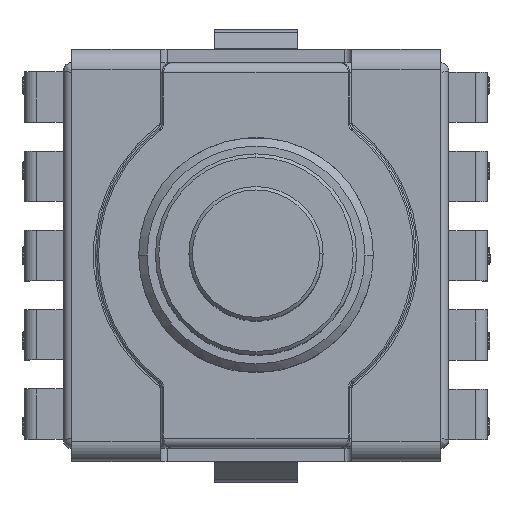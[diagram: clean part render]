
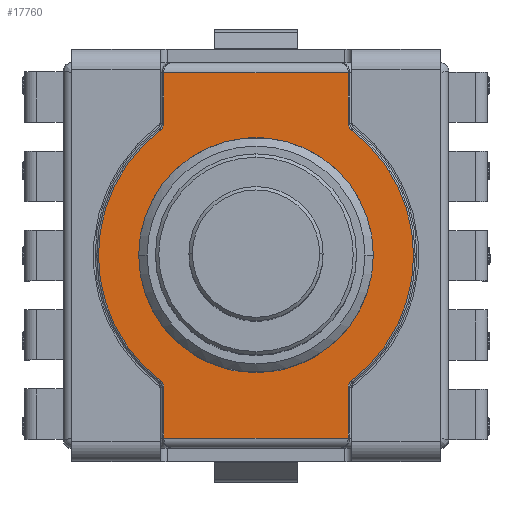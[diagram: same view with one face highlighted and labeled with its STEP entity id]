
A CAD part, top view. The second image highlights one B-rep face of the part: STEP entity #17760.
In plain terms, the highlighted face is planar.
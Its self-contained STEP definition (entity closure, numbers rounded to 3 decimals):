
#460=CARTESIAN_POINT('',(13.817,2.47,-0.4));
#470=DIRECTION('',(-1.,0.,0.));
#480=VECTOR('',#470,1.);
#490=LINE('',#460,#480);
#500=CARTESIAN_POINT('',(6.971,2.47,-0.4));
#510=VERTEX_POINT('',#500);
#520=CARTESIAN_POINT('',(4.529,2.47,-0.4));
#530=VERTEX_POINT('',#520);
#540=EDGE_CURVE('',#510,#530,#490,.T.);
#1040=CARTESIAN_POINT('',(5.75,5.75,-0.4));
#1050=DIRECTION('',(0.,0.,-1.));
#1060=DIRECTION('',(-1.,0.,0.));
#1070=AXIS2_PLACEMENT_3D('',#1040,#1050,#1060);
#1080=CIRCLE('',#1070,3.5);
#1090=CARTESIAN_POINT('',(9.25,5.75,-0.4));
#1100=VERTEX_POINT('',#1090);
#1110=EDGE_CURVE('',#1100,#510,#1080,.T.);
#1310=CARTESIAN_POINT('',(2.25,5.75,-0.4));
#1320=VERTEX_POINT('',#1310);
#1330=CARTESIAN_POINT('',(4.529,9.03,-0.4));
#1340=VERTEX_POINT('',#1330);
#1350=EDGE_CURVE('',#1320,#1340,#1080,.T.);
#5610=CARTESIAN_POINT('',(3.,11.2,-0.4));
#5620=VERTEX_POINT('',#5610);
#5650=CARTESIAN_POINT('',(5.75,11.2,-0.4));
#5660=DIRECTION('',(1.,0.,0.));
#5670=VECTOR('',#5660,1.);
#5680=LINE('',#5650,#5670);
#5690=CARTESIAN_POINT('',(8.5,11.2,-0.4));
#5700=VERTEX_POINT('',#5690);
#5710=EDGE_CURVE('',#5620,#5700,#5680,.T.);
#16440=CARTESIAN_POINT('',(6.971,9.03,-0.4));
#16450=VERTEX_POINT('',#16440);
#16480=CARTESIAN_POINT('',(13.817,9.03,-0.4));
#16490=DIRECTION('',(-1.,0.,0.));
#16500=VECTOR('',#16490,1.);
#16510=LINE('',#16480,#16500);
#16520=EDGE_CURVE('',#16450,#1340,#16510,.T.);
#16580=CARTESIAN_POINT('',(5.75,5.75,-0.4));
#16590=DIRECTION('',(0.,0.,-1.));
#16600=DIRECTION('',(-1.,0.,0.));
#16610=AXIS2_PLACEMENT_3D('',#16580,#16590,#16600);
#16620=PLANE('',#16610);
#16630=EDGE_CURVE('',#530,#1320,#1080,.T.);
#16640=ORIENTED_EDGE('',*,*,#16630,.F.);
#16650=ORIENTED_EDGE('',*,*,#1350,.F.);
#16660=ORIENTED_EDGE('',*,*,#16520,.T.);
#16670=EDGE_CURVE('',#16450,#1100,#1080,.T.);
#16680=ORIENTED_EDGE('',*,*,#16670,.F.);
#16690=ORIENTED_EDGE('',*,*,#1110,.F.);
#16700=ORIENTED_EDGE('',*,*,#540,.F.);
#16710=EDGE_LOOP('',(#16700,#16690,#16680,#16660,#16650,#16640));
#16720=FACE_BOUND('',#16710,.T.);
#16730=CARTESIAN_POINT('',(5.75,5.75,-0.4));
#16740=DIRECTION('',(0.,0.,-1.));
#16750=DIRECTION('',(-1.,0.,0.));
#16760=AXIS2_PLACEMENT_3D('',#16730,#16740,#16750);
#16770=CIRCLE('',#16760,4.7);
#16780=CARTESIAN_POINT('',(8.598,9.488,-0.4));
#16790=VERTEX_POINT('',#16780);
#16800=CARTESIAN_POINT('',(10.45,5.75,-0.4));
#16810=VERTEX_POINT('',#16800);
#16820=EDGE_CURVE('',#16790,#16810,#16770,.T.);
#16830=ORIENTED_EDGE('',*,*,#16820,.T.);
#16840=CARTESIAN_POINT('',(8.75,9.687,-0.4));
#16850=DIRECTION('',(0.,0.,-1.));
#16860=DIRECTION('',(-1.,0.,0.));
#16870=AXIS2_PLACEMENT_3D('',#16840,#16850,#16860);
#16880=CIRCLE('',#16870,0.25);
#16890=CARTESIAN_POINT('',(8.5,9.687,-0.4));
#16900=VERTEX_POINT('',#16890);
#16910=EDGE_CURVE('',#16790,#16900,#16880,.T.);
#16920=ORIENTED_EDGE('',*,*,#16910,.F.);
#16930=CARTESIAN_POINT('',(8.5,5.75,-0.4));
#16940=DIRECTION('',(0.,1.,0.));
#16950=VECTOR('',#16940,1.);
#16960=LINE('',#16930,#16950);
#16970=EDGE_CURVE('',#16900,#5700,#16960,.T.);
#16980=ORIENTED_EDGE('',*,*,#16970,.F.);
#16990=ORIENTED_EDGE('',*,*,#5710,.T.);
#17000=CARTESIAN_POINT('',(3.,5.75,-0.4));
#17010=DIRECTION('',(0.,-1.,0.));
#17020=VECTOR('',#17010,1.);
#17030=LINE('',#17000,#17020);
#17040=CARTESIAN_POINT('',(3.,9.687,-0.4));
#17050=VERTEX_POINT('',#17040);
#17060=EDGE_CURVE('',#5620,#17050,#17030,.T.);
#17070=ORIENTED_EDGE('',*,*,#17060,.F.);
#17080=CARTESIAN_POINT('',(2.75,9.687,-0.4));
#17090=DIRECTION('',(0.,0.,-1.));
#17100=DIRECTION('',(-1.,0.,0.));
#17110=AXIS2_PLACEMENT_3D('',#17080,#17090,#17100);
#17120=CIRCLE('',#17110,0.25);
#17130=CARTESIAN_POINT('',(2.902,9.488,-0.4));
#17140=VERTEX_POINT('',#17130);
#17150=EDGE_CURVE('',#17050,#17140,#17120,.T.);
#17160=ORIENTED_EDGE('',*,*,#17150,.F.);
#17170=CARTESIAN_POINT('',(5.75,5.75,-0.4));
#17180=DIRECTION('',(0.,0.,-1.));
#17190=DIRECTION('',(-1.,0.,0.));
#17200=AXIS2_PLACEMENT_3D('',#17170,#17180,#17190);
#17210=CIRCLE('',#17200,4.7);
#17220=CARTESIAN_POINT('',(1.05,5.75,-0.4));
#17230=VERTEX_POINT('',#17220);
#17240=EDGE_CURVE('',#17230,#17140,#17210,.T.);
#17250=ORIENTED_EDGE('',*,*,#17240,.T.);
#17260=CARTESIAN_POINT('',(2.902,2.012,-0.4));
#17270=VERTEX_POINT('',#17260);
#17280=EDGE_CURVE('',#17270,#17230,#17210,.T.);
#17290=ORIENTED_EDGE('',*,*,#17280,.T.);
#17300=CARTESIAN_POINT('',(2.75,1.813,-0.4));
#17310=DIRECTION('',(0.,0.,-1.));
#17320=DIRECTION('',(-1.,0.,0.));
#17330=AXIS2_PLACEMENT_3D('',#17300,#17310,#17320);
#17340=CIRCLE('',#17330,0.25);
#17350=CARTESIAN_POINT('',(3.,1.813,-0.4));
#17360=VERTEX_POINT('',#17350);
#17370=EDGE_CURVE('',#17270,#17360,#17340,.T.);
#17380=ORIENTED_EDGE('',*,*,#17370,.F.);
#17390=CARTESIAN_POINT('',(3.,5.75,-0.4));
#17400=DIRECTION('',(0.,-1.,0.));
#17410=VECTOR('',#17400,1.);
#17420=LINE('',#17390,#17410);
#17430=CARTESIAN_POINT('',(3.,0.3,-0.4));
#17440=VERTEX_POINT('',#17430);
#17450=EDGE_CURVE('',#17360,#17440,#17420,.T.);
#17460=ORIENTED_EDGE('',*,*,#17450,.F.);
#17470=CARTESIAN_POINT('',(5.75,0.3,-0.4));
#17480=DIRECTION('',(-1.,0.,0.));
#17490=VECTOR('',#17480,1.);
#17500=LINE('',#17470,#17490);
#17510=CARTESIAN_POINT('',(8.5,0.3,-0.4));
#17520=VERTEX_POINT('',#17510);
#17530=EDGE_CURVE('',#17520,#17440,#17500,.T.);
#17540=ORIENTED_EDGE('',*,*,#17530,.T.);
#17550=CARTESIAN_POINT('',(8.5,5.75,-0.4));
#17560=DIRECTION('',(0.,1.,0.));
#17570=VECTOR('',#17560,1.);
#17580=LINE('',#17550,#17570);
#17590=CARTESIAN_POINT('',(8.5,1.813,-0.4));
#17600=VERTEX_POINT('',#17590);
#17610=EDGE_CURVE('',#17520,#17600,#17580,.T.);
#17620=ORIENTED_EDGE('',*,*,#17610,.F.);
#17630=CARTESIAN_POINT('',(8.75,1.813,-0.4));
#17640=DIRECTION('',(0.,0.,-1.));
#17650=DIRECTION('',(-1.,0.,0.));
#17660=AXIS2_PLACEMENT_3D('',#17630,#17640,#17650);
#17670=CIRCLE('',#17660,0.25);
#17680=CARTESIAN_POINT('',(8.598,2.012,-0.4));
#17690=VERTEX_POINT('',#17680);
#17700=EDGE_CURVE('',#17600,#17690,#17670,.T.);
#17710=ORIENTED_EDGE('',*,*,#17700,.F.);
#17720=EDGE_CURVE('',#16810,#17690,#16770,.T.);
#17730=ORIENTED_EDGE('',*,*,#17720,.T.);
#17740=EDGE_LOOP('',(#17730,#17710,#17620,#17540,#17460,#17380,#17290,
#17250,#17160,#17070,#16990,#16980,#16920,#16830));
#17750=FACE_OUTER_BOUND('',#17740,.T.);
#17760=ADVANCED_FACE('',(#16720,#17750),#16620,.T.);
